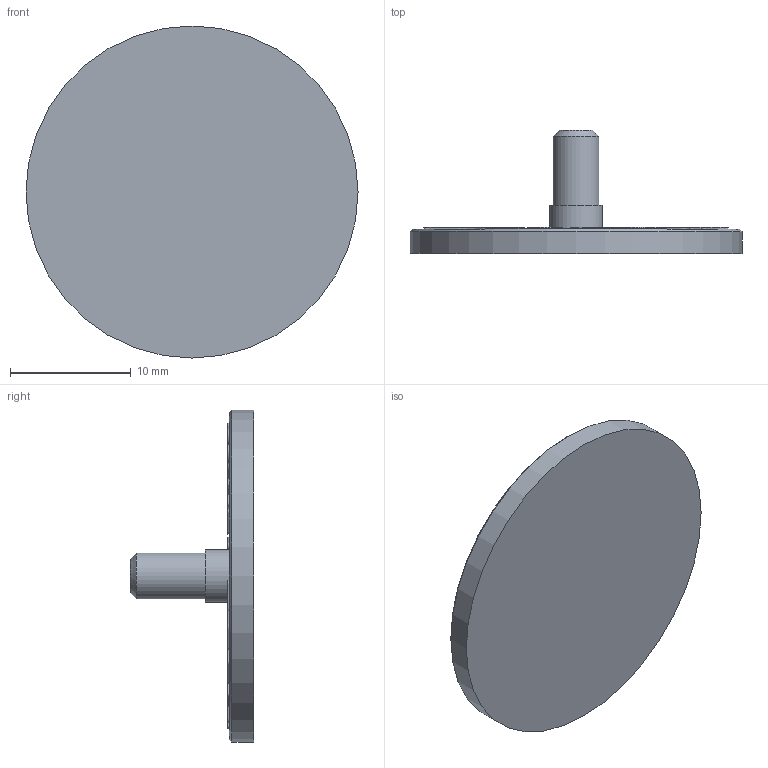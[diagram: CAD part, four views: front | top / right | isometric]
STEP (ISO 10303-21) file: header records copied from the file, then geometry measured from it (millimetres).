
FILE_DESCRIPTION(/* description */ ('STEP AP214'),/* implementation_level */ '2;1');
FILE_NAME(/* name */ 'TetraValveHead v3.stp',/* time_stamp */ '2020-05-20T14:08:25-07:00',/* author */ ('paddy'),/* organization */ (''),/* preprocessor_version */ 'ST-DEVELOPER v18.1',/* originating_system */ 'Autodesk Inventor 2021',/* authorisation */ '');
FILE_SCHEMA (('AUTOMOTIVE_DESIGN { 1 0 10303 214 3 1 1 }'));
Length unit declared in the file: millimetre
Products named in the file (1): PEEP_valve_head_v3
Bounding box: 27.5 x 10.21 x 27.5 mm (x, y, z)
Volume: 1299.4 mm3; surface area: 1485.6 mm2
Topology: 1 solids, 1 shells, 270 faces, 737 edges, 493 vertices
Faces by surface type: bspline 138, plane 126, cylinder 3, cone 2, torus 1
Full cylindrical faces by diameter (mm): 3.8 x1, 4.4 x1, 27.5 x1
Entity records: 10056 total; most frequent: CARTESIAN_POINT 4087, ORIENTED_EDGE 1474, DIRECTION 745, EDGE_CURVE 737, VERTEX_POINT 493, LINE 443, VECTOR 443, EDGE_LOOP 294
